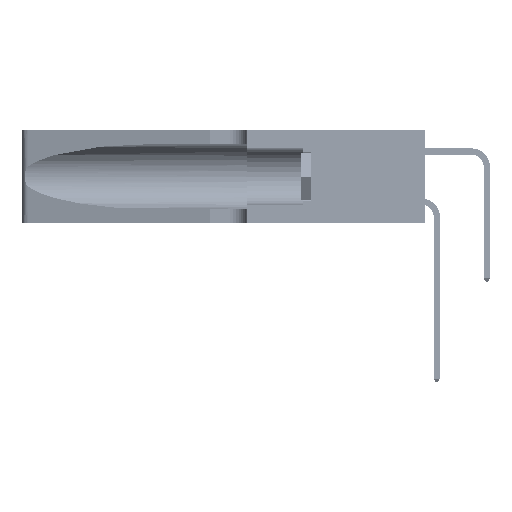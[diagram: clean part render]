
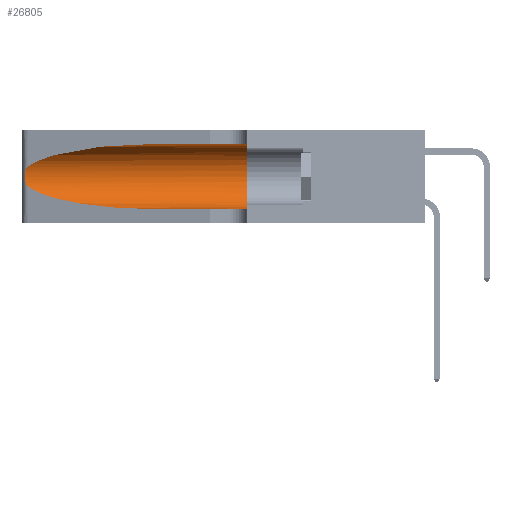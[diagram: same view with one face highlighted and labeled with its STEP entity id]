
A CAD part, left-side view. The second image highlights one B-rep face of the part: STEP entity #26805.
In plain terms, the highlighted cylindrical face has radius 3.308 mm (diameter 6.617 mm), a partial arc.
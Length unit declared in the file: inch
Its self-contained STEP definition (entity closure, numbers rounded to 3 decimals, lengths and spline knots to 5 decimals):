
#1382 = CARTESIAN_POINT ( 'NONE',  ( 0.1305, 0.72297, 0.31525 ) ) ;
#1758 =( BOUNDED_CURVE ( )  B_SPLINE_CURVE ( 3, ( #44864, #45019, #8104, #34011 ),
 .UNSPECIFIED., .F., .F. ) 
 B_SPLINE_CURVE_WITH_KNOTS ( ( 4, 4 ),
 ( 3.44316, 4.71239 ),
 .UNSPECIFIED. ) 
 CURVE ( )  GEOMETRIC_REPRESENTATION_ITEM ( )  RATIONAL_B_SPLINE_CURVE ( ( 1., 0.87, 0.87, 1. ) ) 
 REPRESENTATION_ITEM ( '' )  );
#1909 = EDGE_CURVE ( 'NONE', #28584, #2737, #34688, .T. ) ;
#2188 = CARTESIAN_POINT ( 'NONE',  ( 0.26075, 1.23896, 0.178 ) ) ;
#2218 = VERTEX_POINT ( 'NONE', #47944 ) ;
#2382 = CARTESIAN_POINT ( 'NONE',  ( 0.25487, 1.22718, 0.14631 ) ) ;
#2737 = VERTEX_POINT ( 'NONE', #46940 ) ;
#3053 = ORIENTED_EDGE ( 'NONE', *, *, #24477, .T. ) ;
#4612 = CARTESIAN_POINT ( 'NONE',  ( 0.1305, 1.61858, 0.05475 ) ) ;
#4966 = CARTESIAN_POINT ( 'NONE',  ( 0.1305, 0.72297, 0.31525 ) ) ;
#5079 = ORIENTED_EDGE ( 'NONE', *, *, #34948, .F. ) ;
#5613 = VERTEX_POINT ( 'NONE', #1382 ) ;
#5947 = CARTESIAN_POINT ( 'NONE',  ( 0.25856, 1.23593, 0.16098 ) ) ;
#7268 = DIRECTION ( 'NONE',  ( 0., 0., -1. ) ) ;
#8104 = CARTESIAN_POINT ( 'NONE',  ( 0.18966, 0.96281, 0.05475 ) ) ;
#8369 = VECTOR ( 'NONE', #15179, 39.37008 ) ;
#8509 = CIRCLE ( 'NONE', #12562, 0.13025 ) ;
#8511 = EDGE_LOOP ( 'NONE', ( #35768, #3053, #16153, #19890, #22849, #5079 ) ) ;
#9657 = CARTESIAN_POINT ( 'NONE',  ( 0.25639, 1.23186, 0.15144 ) ) ;
#10491 = DIRECTION ( 'NONE',  ( 0., 1., 0. ) ) ;
#11439 = CARTESIAN_POINT ( 'NONE',  ( 0.1305, 1.61858, 0.31525 ) ) ;
#12562 = AXIS2_PLACEMENT_3D ( 'NONE', #32703, #10491, #36438 ) ;
#13396 = CARTESIAN_POINT ( 'NONE',  ( 0.25487, 1.22718, 0.14631 ) ) ;
#15179 = DIRECTION ( 'NONE',  ( 0., -1., 0. ) ) ;
#16153 = ORIENTED_EDGE ( 'NONE', *, *, #37156, .T. ) ;
#16965 = CARTESIAN_POINT ( 'NONE',  ( 0.25487, 1.22718, 0.22369 ) ) ;
#19640 = FACE_OUTER_BOUND ( 'NONE', #8511, .T. ) ;
#19834 = CARTESIAN_POINT ( 'NONE',  ( 0.2373, 1.15595, 0.28018 ) ) ;
#19890 = ORIENTED_EDGE ( 'NONE', *, *, #1909, .T. ) ;
#20644 = CARTESIAN_POINT ( 'NONE',  ( 0.25854, 1.2359, 0.20912 ) ) ;
#22849 = ORIENTED_EDGE ( 'NONE', *, *, #28603, .F. ) ;
#24024 =( BOUNDED_CURVE ( )  B_SPLINE_CURVE ( 3, ( #4966, #38375, #19834, #45763 ),
 .UNSPECIFIED., .F., .T. ) 
 B_SPLINE_CURVE_WITH_KNOTS ( ( 4, 4 ),
 ( 1.5708, 2.84003 ),
 .UNSPECIFIED. ) 
 CURVE ( )  GEOMETRIC_REPRESENTATION_ITEM ( )  RATIONAL_B_SPLINE_CURVE ( ( 1., 0.87, 0.87, 1. ) ) 
 REPRESENTATION_ITEM ( '' )  );
#24375 = CARTESIAN_POINT ( 'NONE',  ( 0.26075, 1.23896, 0.19203 ) ) ;
#24477 = EDGE_CURVE ( 'NONE', #34168, #28508, #36263, .T. ) ;
#24787 = VECTOR ( 'NONE', #41744, 39.37008 ) ;
#25704 = CARTESIAN_POINT ( 'NONE',  ( 0.1305, 1.61858, 0.185 ) ) ;
#25747 = CARTESIAN_POINT ( 'NONE',  ( 0.25487, 1.22718, 0.22369 ) ) ;
#26805 = ADVANCED_FACE ( 'NONE', ( #19640 ), #38255, .F. ) ;
#28136 = CARTESIAN_POINT ( 'NONE',  ( 0.26017, 1.23833, 0.17102 ) ) ;
#28508 = VERTEX_POINT ( 'NONE', #2382 ) ;
#28584 = VERTEX_POINT ( 'NONE', #39843 ) ;
#28603 = EDGE_CURVE ( 'NONE', #2218, #2737, #8509, .T. ) ;
#31867 = CARTESIAN_POINT ( 'NONE',  ( 0.25789, 1.23486, 0.15765 ) ) ;
#32703 = CARTESIAN_POINT ( 'NONE',  ( 0.1305, 0.35, 0.185 ) ) ;
#34011 = CARTESIAN_POINT ( 'NONE',  ( 0.1305, 0.72297, 0.05475 ) ) ;
#34168 = VERTEX_POINT ( 'NONE', #25747 ) ;
#34688 = LINE ( 'NONE', #4612, #24787 ) ;
#34948 = EDGE_CURVE ( 'NONE', #5613, #2218, #37943, .T. ) ;
#35442 = CARTESIAN_POINT ( 'NONE',  ( 0.25639, 1.23184, 0.21858 ) ) ;
#35607 = CARTESIAN_POINT ( 'NONE',  ( 0.25555, 1.22993, 0.14849 ) ) ;
#35768 = ORIENTED_EDGE ( 'NONE', *, *, #41338, .T. ) ;
#36263 = B_SPLINE_CURVE_WITH_KNOTS ( 'NONE', 3,
 ( #16965, #39171, #35442, #42897, #20644, #46556, #24375, #2188, #28136, #5947, #31867, #9657, #35607, #13396 ),
 .UNSPECIFIED., .F., .F.,
 ( 4, 2, 2, 2, 2, 2, 4 ),
 ( 0., 0.00027, 0.00053, 0.00107, 0.0016, 0.00187, 0.00214 ),
 .UNSPECIFIED. ) ;
#36438 = DIRECTION ( 'NONE',  ( 0., 0., 1. ) ) ;
#36756 = DIRECTION ( 'NONE',  ( 0., -1., 0. ) ) ;
#37072 = AXIS2_PLACEMENT_3D ( 'NONE', #25704, #36756, #7268 ) ;
#37156 = EDGE_CURVE ( 'NONE', #28508, #28584, #1758, .T. ) ;
#37943 = LINE ( 'NONE', #11439, #8369 ) ;
#38255 = CYLINDRICAL_SURFACE ( 'NONE', #37072, 0.13025 ) ;
#38375 = CARTESIAN_POINT ( 'NONE',  ( 0.18966, 0.96281, 0.31525 ) ) ;
#39171 = CARTESIAN_POINT ( 'NONE',  ( 0.25555, 1.22994, 0.2215 ) ) ;
#39843 = CARTESIAN_POINT ( 'NONE',  ( 0.1305, 0.72297, 0.05475 ) ) ;
#41338 = EDGE_CURVE ( 'NONE', #5613, #34168, #24024, .T. ) ;
#41744 = DIRECTION ( 'NONE',  ( 0., -1., 0. ) ) ;
#42897 = CARTESIAN_POINT ( 'NONE',  ( 0.25787, 1.23484, 0.2124 ) ) ;
#44864 = CARTESIAN_POINT ( 'NONE',  ( 0.25487, 1.22718, 0.14631 ) ) ;
#45019 = CARTESIAN_POINT ( 'NONE',  ( 0.2373, 1.15595, 0.08982 ) ) ;
#45763 = CARTESIAN_POINT ( 'NONE',  ( 0.25487, 1.22718, 0.22369 ) ) ;
#46556 = CARTESIAN_POINT ( 'NONE',  ( 0.26018, 1.23835, 0.19895 ) ) ;
#46940 = CARTESIAN_POINT ( 'NONE',  ( 0.1305, 0.35, 0.05475 ) ) ;
#47944 = CARTESIAN_POINT ( 'NONE',  ( 0.1305, 0.35, 0.31525 ) ) ;
